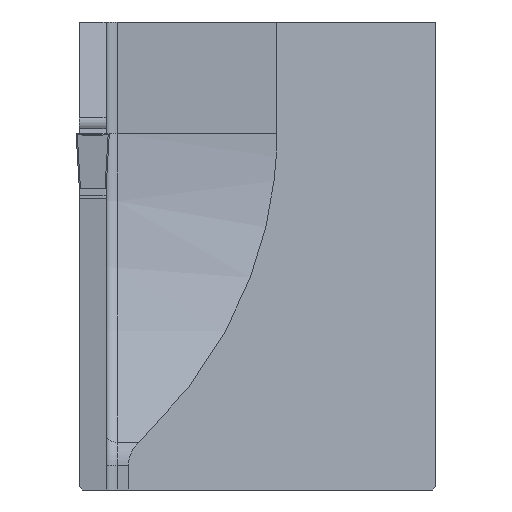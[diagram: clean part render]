
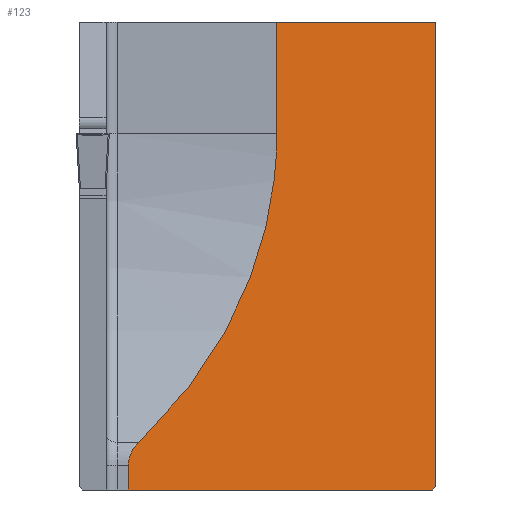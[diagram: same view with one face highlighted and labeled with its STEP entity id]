
A CAD part, left-side view. The second image highlights one B-rep face of the part: STEP entity #123.
In plain terms, the highlighted planar face has unit normal (-0.743, -0.669, 0).
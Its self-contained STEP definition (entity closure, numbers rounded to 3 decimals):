
#68=ELLIPSE('',#1568,4.483,3.);
#69=ELLIPSE('',#1571,59.779,40.);
#123=ADVANCED_FACE('',(#269),#199,.F.);
#199=PLANE('',#1582);
#269=FACE_OUTER_BOUND('',#351,.T.);
#351=EDGE_LOOP('',(#562,#563,#564,#565,#566,#567,#568,#569));
#562=ORIENTED_EDGE('',*,*,#1069,.F.);
#563=ORIENTED_EDGE('',*,*,#1067,.F.);
#564=ORIENTED_EDGE('',*,*,#1064,.F.);
#565=ORIENTED_EDGE('',*,*,#1071,.F.);
#566=ORIENTED_EDGE('',*,*,#1039,.F.);
#567=ORIENTED_EDGE('',*,*,#1022,.F.);
#568=ORIENTED_EDGE('',*,*,#1013,.F.);
#569=ORIENTED_EDGE('',*,*,#1002,.F.);
#864=VERTEX_POINT('',#2114);
#865=VERTEX_POINT('',#2116);
#875=VERTEX_POINT('',#2139);
#881=VERTEX_POINT('',#2154);
#895=VERTEX_POINT('',#2190);
#902=VERTEX_POINT('',#2232);
#905=VERTEX_POINT('',#2237);
#906=VERTEX_POINT('',#2241);
#1002=EDGE_CURVE('',#864,#865,#1213,.T.);
#1013=EDGE_CURVE('',#865,#875,#1223,.T.);
#1022=EDGE_CURVE('',#875,#881,#1232,.T.);
#1039=EDGE_CURVE('',#881,#895,#1247,.T.);
#1064=EDGE_CURVE('',#905,#902,#68,.T.);
#1067=EDGE_CURVE('',#902,#906,#69,.T.);
#1069=EDGE_CURVE('',#906,#864,#1270,.T.);
#1071=EDGE_CURVE('',#895,#905,#1272,.T.);
#1213=LINE('',#2115,#1379);
#1223=LINE('',#2138,#1389);
#1232=LINE('',#2156,#1398);
#1247=LINE('',#2189,#1413);
#1270=LINE('',#2247,#1436);
#1272=LINE('',#2250,#1438);
#1379=VECTOR('',#1685,1.);
#1389=VECTOR('',#1701,1.);
#1398=VECTOR('',#1714,1.);
#1413=VECTOR('',#1739,1.);
#1436=VECTOR('',#1806,1.);
#1438=VECTOR('',#1810,1.);
#1568=AXIS2_PLACEMENT_3D('',#2238,#1794,#1795);
#1571=AXIS2_PLACEMENT_3D('',#2244,#1801,#1802);
#1582=AXIS2_PLACEMENT_3D('',#2259,#1827,#1828);
#1685=DIRECTION('',(0.669,-0.743,0.));
#1701=DIRECTION('',(0.,0.,-1.));
#1714=DIRECTION('',(-0.537,0.596,-0.596));
#1739=DIRECTION('',(-0.669,0.743,0.));
#1794=DIRECTION('',(0.743,0.669,0.));
#1795=DIRECTION('',(-0.669,0.743,0.));
#1801=DIRECTION('',(-0.743,-0.669,0.));
#1802=DIRECTION('',(-0.669,0.743,0.));
#1806=DIRECTION('',(0.,0.,1.));
#1810=DIRECTION('',(0.,0.,1.));
#1827=DIRECTION('',(0.743,0.669,0.));
#1828=DIRECTION('',(0.669,-0.743,0.));
#2114=CARTESIAN_POINT('',(23.,-17.727,10.));
#2115=CARTESIAN_POINT('',(11.,-4.4,10.));
#2116=CARTESIAN_POINT('',(35.851,-32.,10.));
#2138=CARTESIAN_POINT('',(35.851,-32.,-70.));
#2139=CARTESIAN_POINT('',(35.851,-32.,-31.7));
#2154=CARTESIAN_POINT('',(35.581,-31.7,-32.));
#2156=CARTESIAN_POINT('',(7.572,-0.593,-63.107));
#2189=CARTESIAN_POINT('',(11.,-4.4,-32.));
#2190=CARTESIAN_POINT('',(11.,-4.4,-32.));
#2232=CARTESIAN_POINT('',(11.837,-5.33,-27.72));
#2237=CARTESIAN_POINT('',(11.,-4.4,-29.799));
#2238=CARTESIAN_POINT('',(14.,-7.732,-29.799));
#2241=CARTESIAN_POINT('',(23.,-17.727,0.));
#2244=CARTESIAN_POINT('',(-17.,26.697,0.));
#2247=CARTESIAN_POINT('',(23.,-17.727,-70.));
#2250=CARTESIAN_POINT('',(11.,-4.4,-70.));
#2259=CARTESIAN_POINT('',(11.,-4.4,-70.));
